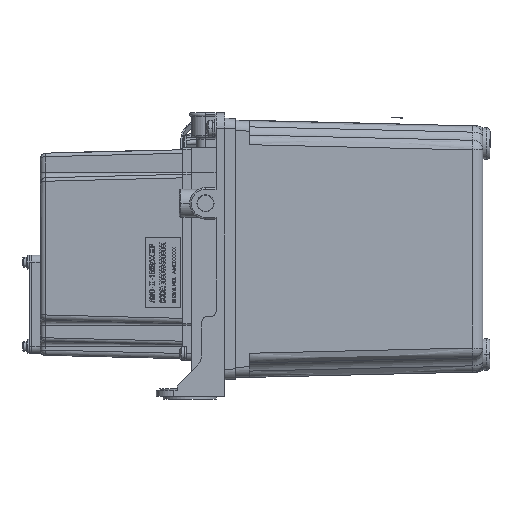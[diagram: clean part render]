
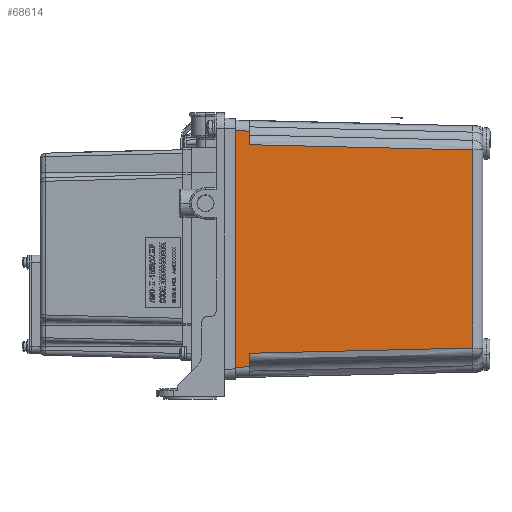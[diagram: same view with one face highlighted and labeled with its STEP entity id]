
A CAD part, left-side view. The second image highlights one B-rep face of the part: STEP entity #68614.
In plain terms, the highlighted planar face has unit normal (-1, -0.024, 0).
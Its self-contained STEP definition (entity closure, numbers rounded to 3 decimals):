
#323 = B_SPLINE_CURVE_WITH_KNOTS ( 'NONE', 3,
 ( #34429, #78575, #42403, #74127, #67793, #79646, #73308 ),
 .UNSPECIFIED., .F., .F.,
 ( 4, 3, 4 ),
 ( 0., 0.03, 0.127 ),
 .UNSPECIFIED. ) ;
#501 = EDGE_LOOP ( 'NONE', ( #28946, #47075, #16025, #32315, #15453, #59060, #35875, #18012 ) ) ;
#979 = CARTESIAN_POINT ( 'NONE',  ( -157.048, -119., -150.624 ) ) ;
#2813 = CARTESIAN_POINT ( 'NONE',  ( -157.048, -119., -136.877 ) ) ;
#3185 = VERTEX_POINT ( 'NONE', #73615 ) ;
#6171 = LINE ( 'NONE', #43555, #34734 ) ;
#9410 = VERTEX_POINT ( 'NONE', #52021 ) ;
#9652 = CARTESIAN_POINT ( 'NONE',  ( -154.061, -246.141, -147.5 ) ) ;
#11163 = DIRECTION ( 'NONE',  ( 0., 0., 1. ) ) ;
#11294 = CARTESIAN_POINT ( 'NONE',  ( -154.439, -230.054, -20.731 ) ) ;
#11826 = CARTESIAN_POINT ( 'NONE',  ( -155.435, -187.674, -19.735 ) ) ;
#12290 = CARTESIAN_POINT ( 'NONE',  ( -157.236, -111., -4.376 ) ) ;
#13744 = VECTOR ( 'NONE', #57112, 1000. ) ;
#15318 = VECTOR ( 'NONE', #11163, 1000. ) ;
#15453 = ORIENTED_EDGE ( 'NONE', *, *, #40577, .T. ) ;
#15457 = DIRECTION ( 'NONE',  ( 0., 0., 1. ) ) ;
#16025 = ORIENTED_EDGE ( 'NONE', *, *, #21918, .T. ) ;
#16468 = EDGE_CURVE ( 'NONE', #3185, #59637, #69885, .T. ) ;
#17542 = CARTESIAN_POINT ( 'NONE',  ( -157.048, -119., -144.626 ) ) ;
#17679 = CARTESIAN_POINT ( 'NONE',  ( -154.628, -222.011, -20.542 ) ) ;
#18012 = ORIENTED_EDGE ( 'NONE', *, *, #52281, .T. ) ;
#21918 = EDGE_CURVE ( 'NONE', #59637, #9410, #29546, .T. ) ;
#22766 = PLANE ( 'NONE',  #64390 ) ;
#23872 = DIRECTION ( 'NONE',  ( -0.023, 0.999, 0.023 ) ) ;
#27274 = EDGE_CURVE ( 'NONE', #9410, #74606, #44010, .T. ) ;
#28946 = ORIENTED_EDGE ( 'NONE', *, *, #35203, .T. ) ;
#29546 = B_SPLINE_CURVE_WITH_KNOTS ( 'NONE', 3,
 ( #69309, #62970, #11294, #17679, #11826, #61902, #50064 ),
 .UNSPECIFIED., .F., .F.,
 ( 4, 3, 4 ),
 ( 0.006, 0.03, 0.133 ),
 .UNSPECIFIED. ) ;
#32315 = ORIENTED_EDGE ( 'NONE', *, *, #27274, .T. ) ;
#33094 = VECTOR ( 'NONE', #67775, 1000. ) ;
#34429 = CARTESIAN_POINT ( 'NONE',  ( -157.048, -119., -136.877 ) ) ;
#34734 = VECTOR ( 'NONE', #23872, 1000. ) ;
#35203 = EDGE_CURVE ( 'NONE', #60906, #3185, #323, .T. ) ;
#35875 = ORIENTED_EDGE ( 'NONE', *, *, #44064, .T. ) ;
#37669 = VERTEX_POINT ( 'NONE', #38641 ) ;
#38641 = CARTESIAN_POINT ( 'NONE',  ( -157.236, -111., -144.814 ) ) ;
#40577 = EDGE_CURVE ( 'NONE', #74606, #81723, #6171, .T. ) ;
#42403 = CARTESIAN_POINT ( 'NONE',  ( -156.578, -138.993, -136.408 ) ) ;
#42436 = DIRECTION ( 'NONE',  ( -0.023, 1., 0. ) ) ;
#43220 = CARTESIAN_POINT ( 'NONE',  ( -153.927, -251.859, -141.505 ) ) ;
#43274 = CARTESIAN_POINT ( 'NONE',  ( -157.048, -119., -150.624 ) ) ;
#43482 = CARTESIAN_POINT ( 'NONE',  ( -154.061, -246.141, -21.109 ) ) ;
#43555 = CARTESIAN_POINT ( 'NONE',  ( -153.85, -255.144, -13.572 ) ) ;
#44010 = LINE ( 'NONE', #979, #71623 ) ;
#44064 = EDGE_CURVE ( 'NONE', #37669, #52266, #47958, .T. ) ;
#45357 = EDGE_CURVE ( 'NONE', #37669, #81723, #78066, .T. ) ;
#47075 = ORIENTED_EDGE ( 'NONE', *, *, #16468, .T. ) ;
#47958 = LINE ( 'NONE', #43220, #33094 ) ;
#48252 = DIRECTION ( 'NONE',  ( -1., -0.023, 0. ) ) ;
#50064 = CARTESIAN_POINT ( 'NONE',  ( -157.048, -119., -18.123 ) ) ;
#51780 = CARTESIAN_POINT ( 'NONE',  ( -157.236, -111., -10.186 ) ) ;
#52021 = CARTESIAN_POINT ( 'NONE',  ( -157.048, -119., -18.123 ) ) ;
#52266 = VERTEX_POINT ( 'NONE', #17542 ) ;
#52281 = EDGE_CURVE ( 'NONE', #52266, #60906, #81572, .T. ) ;
#57112 = DIRECTION ( 'NONE',  ( 0., 0., 1. ) ) ;
#59060 = ORIENTED_EDGE ( 'NONE', *, *, #45357, .F. ) ;
#59459 = CARTESIAN_POINT ( 'NONE',  ( -157.048, -119., -10.374 ) ) ;
#59637 = VERTEX_POINT ( 'NONE', #43482 ) ;
#60906 = VERTEX_POINT ( 'NONE', #2813 ) ;
#61902 = CARTESIAN_POINT ( 'NONE',  ( -156.241, -153.337, -18.928 ) ) ;
#62970 = CARTESIAN_POINT ( 'NONE',  ( -154.25, -238.097, -20.92 ) ) ;
#63921 = FACE_OUTER_BOUND ( 'NONE', #501, .T. ) ;
#64390 = AXIS2_PLACEMENT_3D ( 'NONE', #73881, #48252, #42436 ) ;
#67775 = DIRECTION ( 'NONE',  ( 0.023, -0.999, 0.023 ) ) ;
#67793 = CARTESIAN_POINT ( 'NONE',  ( -155.583, -181.373, -135.413 ) ) ;
#68614 = ADVANCED_FACE ( 'NONE', ( #63921 ), #22766, .T. ) ;
#69309 = CARTESIAN_POINT ( 'NONE',  ( -154.061, -246.141, -21.109 ) ) ;
#69885 = LINE ( 'NONE', #9652, #71852 ) ;
#70935 = DIRECTION ( 'NONE',  ( 0., 0., 1. ) ) ;
#71623 = VECTOR ( 'NONE', #70935, 1000. ) ;
#71852 = VECTOR ( 'NONE', #15457, 1000. ) ;
#73308 = CARTESIAN_POINT ( 'NONE',  ( -154.061, -246.141, -133.891 ) ) ;
#73615 = CARTESIAN_POINT ( 'NONE',  ( -154.061, -246.141, -133.891 ) ) ;
#73881 = CARTESIAN_POINT ( 'NONE',  ( -153.924, -252., -147.5 ) ) ;
#74127 = CARTESIAN_POINT ( 'NONE',  ( -156.343, -148.989, -136.173 ) ) ;
#74606 = VERTEX_POINT ( 'NONE', #59459 ) ;
#78066 = LINE ( 'NONE', #12290, #13744 ) ;
#78575 = CARTESIAN_POINT ( 'NONE',  ( -156.813, -128.996, -136.643 ) ) ;
#79646 = CARTESIAN_POINT ( 'NONE',  ( -154.822, -213.757, -134.652 ) ) ;
#81572 = LINE ( 'NONE', #43274, #15318 ) ;
#81723 = VERTEX_POINT ( 'NONE', #51780 ) ;
